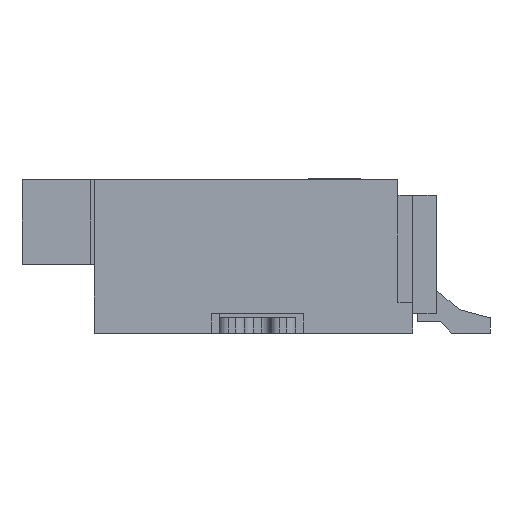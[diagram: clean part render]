
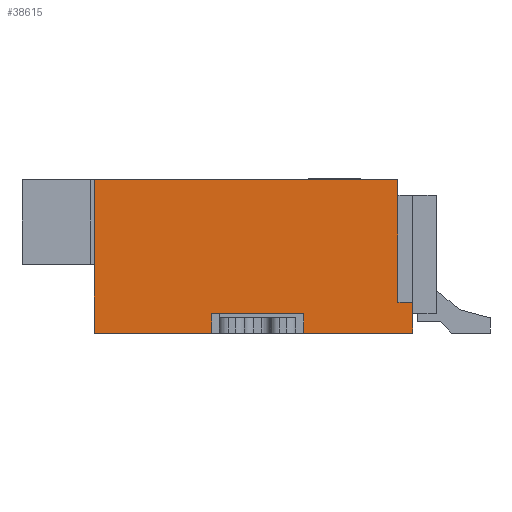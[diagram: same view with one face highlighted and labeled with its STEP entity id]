
A CAD part, left-side view. The second image highlights one B-rep face of the part: STEP entity #38615.
In plain terms, the highlighted planar face has unit normal (-1, 0, 0).
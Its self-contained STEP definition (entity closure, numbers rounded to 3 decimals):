
#111 = ORIENTED_EDGE ( 'NONE', *, *, #39109, .T. ) ;
#1521 = EDGE_CURVE ( 'NONE', #31171, #5105, #25142, .T. ) ;
#3369 = EDGE_CURVE ( 'NONE', #18461, #26260, #34565, .T. ) ;
#3562 = VECTOR ( 'NONE', #4406, 1000. ) ;
#3598 = CARTESIAN_POINT ( 'NONE',  ( -4.2, 2.11, -2. ) ) ;
#3912 = LINE ( 'NONE', #28479, #24233 ) ;
#4134 = CARTESIAN_POINT ( 'NONE',  ( -4.2, 0.58, -1.75 ) ) ;
#4366 = ORIENTED_EDGE ( 'NONE', *, *, #10427, .T. ) ;
#4406 = DIRECTION ( 'NONE',  ( 0., 0., -1. ) ) ;
#5091 = EDGE_CURVE ( 'NONE', #5105, #24776, #22713, .T. ) ;
#5105 = VERTEX_POINT ( 'NONE', #27979 ) ;
#5226 = EDGE_CURVE ( 'NONE', #29307, #26260, #35156, .T. ) ;
#5549 = ORIENTED_EDGE ( 'NONE', *, *, #1521, .T. ) ;
#6049 = CARTESIAN_POINT ( 'NONE',  ( -4.2, -2.04, -1.6 ) ) ;
#6643 = CARTESIAN_POINT ( 'NONE',  ( -4.2, -2.04, -2. ) ) ;
#7600 = CARTESIAN_POINT ( 'NONE',  ( -4.2, -2.04, -2. ) ) ;
#7707 = DIRECTION ( 'NONE',  ( 0., 0., -1. ) ) ;
#8419 = DIRECTION ( 'NONE',  ( 0., -1., 0. ) ) ;
#8616 = EDGE_CURVE ( 'NONE', #35324, #18461, #16855, .T. ) ;
#8650 = LINE ( 'NONE', #20541, #39513 ) ;
#10427 = EDGE_CURVE ( 'NONE', #32576, #35324, #19992, .T. ) ;
#10557 = DIRECTION ( 'NONE',  ( 0., 1., 0. ) ) ;
#12670 = EDGE_CURVE ( 'NONE', #32576, #22222, #16219, .T. ) ;
#12862 = LINE ( 'NONE', #28549, #17861 ) ;
#14949 = DIRECTION ( 'NONE',  ( 1., 0., 0. ) ) ;
#16219 = LINE ( 'NONE', #28694, #38437 ) ;
#16855 = LINE ( 'NONE', #32317, #29509 ) ;
#17759 = FACE_OUTER_BOUND ( 'NONE', #19687, .T. ) ;
#17861 = VECTOR ( 'NONE', #25513, 1000. ) ;
#18461 = VERTEX_POINT ( 'NONE', #7600 ) ;
#18904 = CARTESIAN_POINT ( 'NONE',  ( -4.2, -2.04, 0. ) ) ;
#19044 = AXIS2_PLACEMENT_3D ( 'NONE', #33207, #14949, #36607 ) ;
#19213 = DIRECTION ( 'NONE',  ( 0., 0., 1. ) ) ;
#19324 = DIRECTION ( 'NONE',  ( 0., 0., 1. ) ) ;
#19687 = EDGE_LOOP ( 'NONE', ( #111, #5549, #20895, #30480, #28668, #30111, #4366, #32138, #32582, #31087 ) ) ;
#19992 = LINE ( 'NONE', #20576, #35653 ) ;
#20283 = EDGE_CURVE ( 'NONE', #24776, #26394, #12862, .T. ) ;
#20541 = CARTESIAN_POINT ( 'NONE',  ( -4.2, 0.58, -1.75 ) ) ;
#20576 = CARTESIAN_POINT ( 'NONE',  ( -4.2, -0.62, -1.75 ) ) ;
#20737 = DIRECTION ( 'NONE',  ( 0., 0., -1. ) ) ;
#20895 = ORIENTED_EDGE ( 'NONE', *, *, #5091, .T. ) ;
#21103 = CARTESIAN_POINT ( 'NONE',  ( -4.2, -0.62, -1.75 ) ) ;
#22222 = VERTEX_POINT ( 'NONE', #4134 ) ;
#22713 = LINE ( 'NONE', #3598, #3562 ) ;
#23265 = DIRECTION ( 'NONE',  ( 0., -1., 0. ) ) ;
#23414 = VECTOR ( 'NONE', #24744, 1000. ) ;
#23421 = VECTOR ( 'NONE', #19324, 1000. ) ;
#23552 = VECTOR ( 'NONE', #8419, 1000. ) ;
#24233 = VECTOR ( 'NONE', #19213, 1000. ) ;
#24526 = CARTESIAN_POINT ( 'NONE',  ( -4.2, 0.58, -2. ) ) ;
#24744 = DIRECTION ( 'NONE',  ( 0., 1., 0. ) ) ;
#24776 = VERTEX_POINT ( 'NONE', #32899 ) ;
#25142 = LINE ( 'NONE', #18904, #23414 ) ;
#25513 = DIRECTION ( 'NONE',  ( 0., -1., 0. ) ) ;
#26260 = VERTEX_POINT ( 'NONE', #6049 ) ;
#26394 = VERTEX_POINT ( 'NONE', #24526 ) ;
#27979 = CARTESIAN_POINT ( 'NONE',  ( -4.2, 2.11, 0. ) ) ;
#28479 = CARTESIAN_POINT ( 'NONE',  ( -4.2, -1.85, -1.6 ) ) ;
#28549 = CARTESIAN_POINT ( 'NONE',  ( -4.2, -2.04, -2. ) ) ;
#28668 = ORIENTED_EDGE ( 'NONE', *, *, #38831, .F. ) ;
#28694 = CARTESIAN_POINT ( 'NONE',  ( -4.2, 0., -1.75 ) ) ;
#29307 = VERTEX_POINT ( 'NONE', #34528 ) ;
#29509 = VECTOR ( 'NONE', #23265, 1000. ) ;
#30111 = ORIENTED_EDGE ( 'NONE', *, *, #12670, .F. ) ;
#30433 = PLANE ( 'NONE',  #19044 ) ;
#30480 = ORIENTED_EDGE ( 'NONE', *, *, #20283, .T. ) ;
#31058 = CARTESIAN_POINT ( 'NONE',  ( -4.2, -1.85, 0. ) ) ;
#31087 = ORIENTED_EDGE ( 'NONE', *, *, #5226, .F. ) ;
#31171 = VERTEX_POINT ( 'NONE', #31058 ) ;
#32138 = ORIENTED_EDGE ( 'NONE', *, *, #8616, .T. ) ;
#32317 = CARTESIAN_POINT ( 'NONE',  ( -4.2, -2.04, -2. ) ) ;
#32576 = VERTEX_POINT ( 'NONE', #21103 ) ;
#32582 = ORIENTED_EDGE ( 'NONE', *, *, #3369, .T. ) ;
#32899 = CARTESIAN_POINT ( 'NONE',  ( -4.2, 2.11, -2. ) ) ;
#33207 = CARTESIAN_POINT ( 'NONE',  ( -4.2, 0., 0. ) ) ;
#34528 = CARTESIAN_POINT ( 'NONE',  ( -4.2, -1.85, -1.6 ) ) ;
#34565 = LINE ( 'NONE', #6643, #23421 ) ;
#35156 = LINE ( 'NONE', #38548, #23552 ) ;
#35324 = VERTEX_POINT ( 'NONE', #39401 ) ;
#35653 = VECTOR ( 'NONE', #7707, 1000. ) ;
#36607 = DIRECTION ( 'NONE',  ( 0., 0., 1. ) ) ;
#38437 = VECTOR ( 'NONE', #10557, 1000. ) ;
#38548 = CARTESIAN_POINT ( 'NONE',  ( -4.2, 0., -1.6 ) ) ;
#38615 = ADVANCED_FACE ( 'NONE', ( #17759 ), #30433, .F. ) ;
#38831 = EDGE_CURVE ( 'NONE', #22222, #26394, #8650, .T. ) ;
#39109 = EDGE_CURVE ( 'NONE', #29307, #31171, #3912, .T. ) ;
#39401 = CARTESIAN_POINT ( 'NONE',  ( -4.2, -0.62, -2. ) ) ;
#39513 = VECTOR ( 'NONE', #20737, 1000. ) ;
